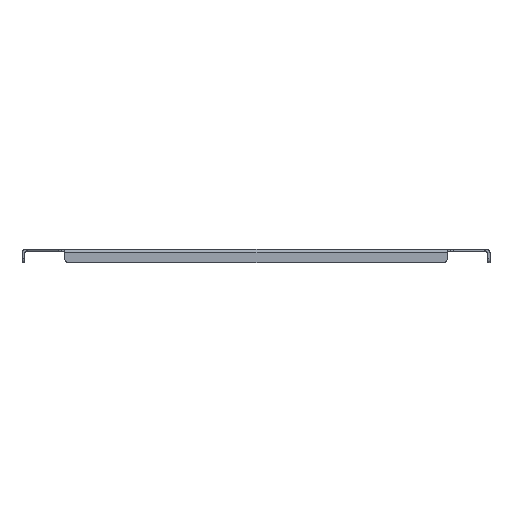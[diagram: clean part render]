
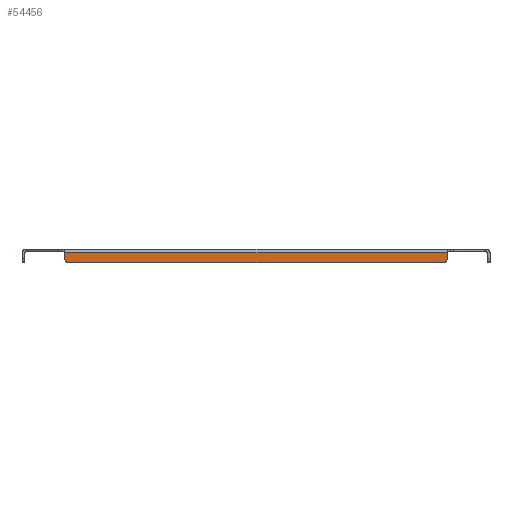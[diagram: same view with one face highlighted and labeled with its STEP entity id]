
A CAD part, left-side view. The second image highlights one B-rep face of the part: STEP entity #54456.
In plain terms, the highlighted planar face has unit normal (-1, 0, 0).
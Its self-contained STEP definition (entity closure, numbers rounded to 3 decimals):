
#542 = CIRCLE ( 'NONE', #40809, 3. ) ;
#899 = ORIENTED_EDGE ( 'NONE', *, *, #69041, .T. ) ;
#1265 = EDGE_CURVE ( 'NONE', #27834, #104594, #34369, .T. ) ;
#4975 = ORIENTED_EDGE ( 'NONE', *, *, #1265, .T. ) ;
#6018 = EDGE_CURVE ( 'NONE', #70181, #91561, #542, .T. ) ;
#7548 = CARTESIAN_POINT ( 'NONE',  ( -275., -143., 2. ) ) ;
#8303 = DIRECTION ( 'NONE',  ( -1., 0., 0. ) ) ;
#9242 = VECTOR ( 'NONE', #9737, 1000. ) ;
#9520 = FACE_OUTER_BOUND ( 'NONE', #71250, .T. ) ;
#9598 = DIRECTION ( 'NONE',  ( -1., 0., 0. ) ) ;
#9737 = DIRECTION ( 'NONE',  ( 0., 0., -1. ) ) ;
#11444 = CARTESIAN_POINT ( 'NONE',  ( -275., -143., -0.5 ) ) ;
#11524 = ORIENTED_EDGE ( 'NONE', *, *, #71524, .F. ) ;
#12176 = CARTESIAN_POINT ( 'NONE',  ( -275., 143., -8. ) ) ;
#14791 = CARTESIAN_POINT ( 'NONE',  ( -275., 143., -5. ) ) ;
#15739 = DIRECTION ( 'NONE',  ( 0., 0., -1. ) ) ;
#17045 = ORIENTED_EDGE ( 'NONE', *, *, #44540, .T. ) ;
#18252 = CARTESIAN_POINT ( 'NONE',  ( -275., 143., 2. ) ) ;
#19502 = AXIS2_PLACEMENT_3D ( 'NONE', #100866, #8303, #31848 ) ;
#21514 = VECTOR ( 'NONE', #15739, 1000. ) ;
#21933 = CARTESIAN_POINT ( 'NONE',  ( -275., 143., -0.5 ) ) ;
#27834 = VERTEX_POINT ( 'NONE', #21933 ) ;
#31848 = DIRECTION ( 'NONE',  ( 0., 0., -1. ) ) ;
#34369 = LINE ( 'NONE', #91360, #9242 ) ;
#34690 = DIRECTION ( 'NONE',  ( 0., 0., -1. ) ) ;
#36654 = VERTEX_POINT ( 'NONE', #88421 ) ;
#36984 = EDGE_CURVE ( 'NONE', #36654, #70181, #53822, .T. ) ;
#40809 = AXIS2_PLACEMENT_3D ( 'NONE', #106711, #9598, #98511 ) ;
#43489 = DIRECTION ( 'NONE',  ( 1., 0., 0. ) ) ;
#44540 = EDGE_CURVE ( 'NONE', #104594, #36654, #54556, .T. ) ;
#47707 = VECTOR ( 'NONE', #52733, 1000. ) ;
#52733 = DIRECTION ( 'NONE',  ( 0., -1., 0. ) ) ;
#53822 = LINE ( 'NONE', #12176, #47707 ) ;
#54456 = ADVANCED_FACE ( 'NONE', ( #9520 ), #59361, .F. ) ;
#54556 = CIRCLE ( 'NONE', #19502, 3. ) ;
#59093 = ORIENTED_EDGE ( 'NONE', *, *, #36984, .T. ) ;
#59361 = PLANE ( 'NONE',  #99837 ) ;
#62422 = LINE ( 'NONE', #94734, #98006 ) ;
#65409 = CARTESIAN_POINT ( 'NONE',  ( -275., -140., -8. ) ) ;
#68077 = CARTESIAN_POINT ( 'NONE',  ( -275., -143., -5. ) ) ;
#69041 = EDGE_CURVE ( 'NONE', #97115, #27834, #62422, .T. ) ;
#70181 = VERTEX_POINT ( 'NONE', #65409 ) ;
#71250 = EDGE_LOOP ( 'NONE', ( #11524, #899, #4975, #17045, #59093, #74461 ) ) ;
#71524 = EDGE_CURVE ( 'NONE', #97115, #91561, #92953, .T. ) ;
#74461 = ORIENTED_EDGE ( 'NONE', *, *, #6018, .T. ) ;
#88421 = CARTESIAN_POINT ( 'NONE',  ( -275., 140., -8. ) ) ;
#91360 = CARTESIAN_POINT ( 'NONE',  ( -275., 143., 2. ) ) ;
#91561 = VERTEX_POINT ( 'NONE', #68077 ) ;
#92953 = LINE ( 'NONE', #7548, #21514 ) ;
#94734 = CARTESIAN_POINT ( 'NONE',  ( -275., 143., -0.5 ) ) ;
#97115 = VERTEX_POINT ( 'NONE', #11444 ) ;
#98006 = VECTOR ( 'NONE', #102953, 1000. ) ;
#98511 = DIRECTION ( 'NONE',  ( 0., 0., -1. ) ) ;
#99837 = AXIS2_PLACEMENT_3D ( 'NONE', #18252, #43489, #34690 ) ;
#100866 = CARTESIAN_POINT ( 'NONE',  ( -275., 140., -5. ) ) ;
#102953 = DIRECTION ( 'NONE',  ( 0., 1., 0. ) ) ;
#104594 = VERTEX_POINT ( 'NONE', #14791 ) ;
#106711 = CARTESIAN_POINT ( 'NONE',  ( -275., -140., -5. ) ) ;
